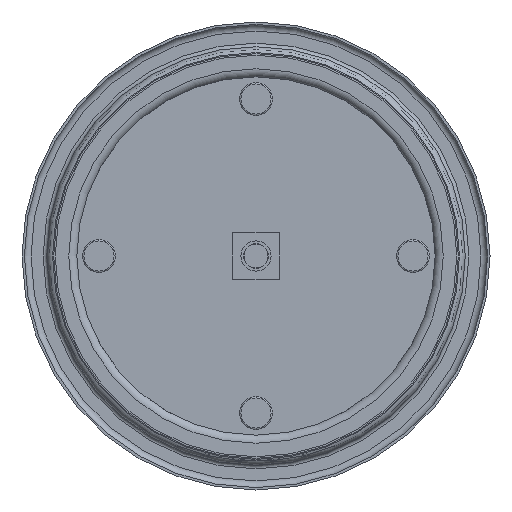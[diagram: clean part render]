
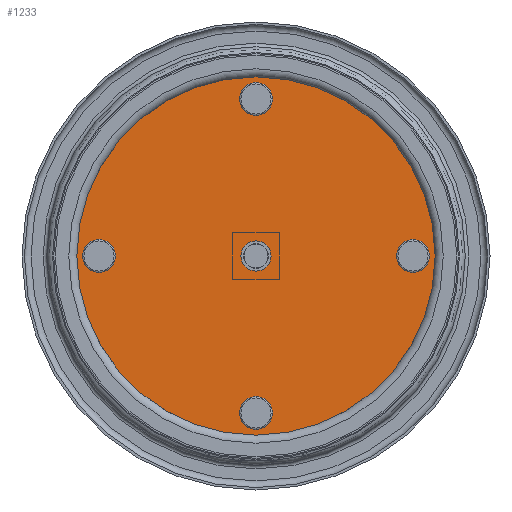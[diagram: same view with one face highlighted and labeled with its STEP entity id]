
A CAD part, front view. The second image highlights one B-rep face of the part: STEP entity #1233.
In plain terms, the highlighted planar face has unit normal (0, -1, 0).
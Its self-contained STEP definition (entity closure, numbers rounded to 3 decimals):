
#198=FACE_BOUND('',#370,.T.);
#199=FACE_BOUND('',#371,.T.);
#200=FACE_BOUND('',#372,.T.);
#201=FACE_BOUND('',#373,.T.);
#202=FACE_BOUND('',#374,.T.);
#264=FACE_OUTER_BOUND('',#369,.T.);
#369=EDGE_LOOP('',(#999));
#370=EDGE_LOOP('',(#1000));
#371=EDGE_LOOP('',(#1001));
#372=EDGE_LOOP('',(#1002));
#373=EDGE_LOOP('',(#1003));
#374=EDGE_LOOP('',(#1004));
#468=CIRCLE('',#1401,5.);
#469=CIRCLE('',#1403,59.317);
#470=CIRCLE('',#1404,5.5);
#471=CIRCLE('',#1405,5.5);
#472=CIRCLE('',#1406,5.5);
#473=CIRCLE('',#1407,5.5);
#594=VERTEX_POINT('',#2639);
#595=VERTEX_POINT('',#2643);
#596=VERTEX_POINT('',#2645);
#597=VERTEX_POINT('',#2647);
#598=VERTEX_POINT('',#2649);
#599=VERTEX_POINT('',#2651);
#740=EDGE_CURVE('',#594,#594,#468,.T.);
#741=EDGE_CURVE('',#595,#595,#469,.F.);
#742=EDGE_CURVE('',#596,#596,#470,.T.);
#743=EDGE_CURVE('',#597,#597,#471,.T.);
#744=EDGE_CURVE('',#598,#598,#472,.T.);
#745=EDGE_CURVE('',#599,#599,#473,.T.);
#999=ORIENTED_EDGE('',*,*,#741,.T.);
#1000=ORIENTED_EDGE('',*,*,#742,.T.);
#1001=ORIENTED_EDGE('',*,*,#743,.T.);
#1002=ORIENTED_EDGE('',*,*,#744,.T.);
#1003=ORIENTED_EDGE('',*,*,#745,.T.);
#1004=ORIENTED_EDGE('',*,*,#740,.T.);
#1167=PLANE('',#1402);
#1233=ADVANCED_FACE('',(#264,#198,#199,#200,#201,#202),#1167,.F.);
#1401=AXIS2_PLACEMENT_3D('',#2641,#1756,#1757);
#1402=AXIS2_PLACEMENT_3D('',#2642,#1758,#1759);
#1403=AXIS2_PLACEMENT_3D('',#2644,#1760,#1761);
#1404=AXIS2_PLACEMENT_3D('',#2646,#1762,#1763);
#1405=AXIS2_PLACEMENT_3D('',#2648,#1764,#1765);
#1406=AXIS2_PLACEMENT_3D('',#2650,#1766,#1767);
#1407=AXIS2_PLACEMENT_3D('',#2652,#1768,#1769);
#1756=DIRECTION('center_axis',(0.,1.,0.));
#1757=DIRECTION('ref_axis',(-1.,0.,0.));
#1758=DIRECTION('center_axis',(0.,1.,0.));
#1759=DIRECTION('ref_axis',(0.,0.,1.));
#1760=DIRECTION('center_axis',(0.,1.,0.));
#1761=DIRECTION('ref_axis',(0.,0.,-1.));
#1762=DIRECTION('center_axis',(0.,1.,0.));
#1763=DIRECTION('ref_axis',(0.,0.,-1.));
#1764=DIRECTION('center_axis',(0.,1.,0.));
#1765=DIRECTION('ref_axis',(1.,0.,0.));
#1766=DIRECTION('center_axis',(0.,1.,0.));
#1767=DIRECTION('ref_axis',(0.,0.,1.));
#1768=DIRECTION('center_axis',(0.,1.,0.));
#1769=DIRECTION('ref_axis',(-1.,0.,0.));
#2639=CARTESIAN_POINT('',(5.,7.2,0.));
#2641=CARTESIAN_POINT('Origin',(0.,7.2,0.));
#2642=CARTESIAN_POINT('Origin',(0.,7.2,0.));
#2643=CARTESIAN_POINT('',(0.,7.2,59.317));
#2644=CARTESIAN_POINT('Origin',(0.,7.2,0.));
#2645=CARTESIAN_POINT('',(0.,7.2,-46.5));
#2646=CARTESIAN_POINT('Origin',(0.,7.2,-52.));
#2647=CARTESIAN_POINT('',(46.5,7.2,0.));
#2648=CARTESIAN_POINT('Origin',(52.,7.2,0.));
#2649=CARTESIAN_POINT('',(0.,7.2,46.5));
#2650=CARTESIAN_POINT('Origin',(0.,7.2,52.));
#2651=CARTESIAN_POINT('',(-46.5,7.2,0.));
#2652=CARTESIAN_POINT('Origin',(-52.,7.2,0.));
